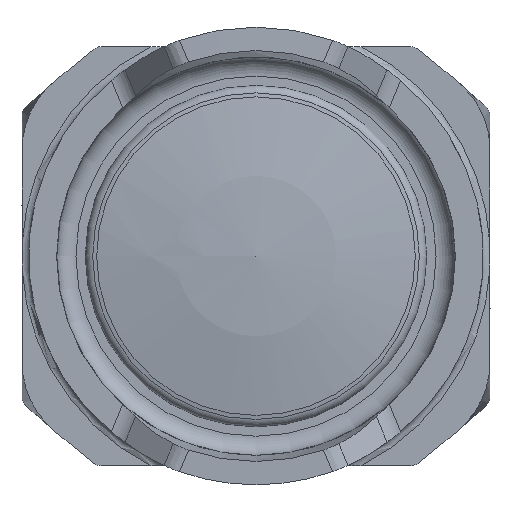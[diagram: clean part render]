
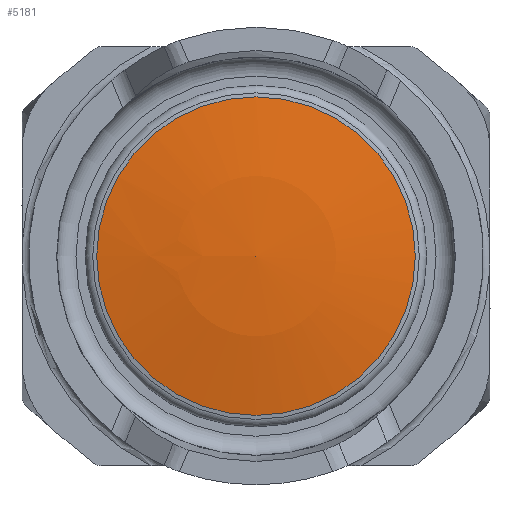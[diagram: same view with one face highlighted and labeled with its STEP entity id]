
A CAD part, top view. The second image highlights one B-rep face of the part: STEP entity #5181.
In plain terms, the highlighted spherical face has radius 34.911 mm.
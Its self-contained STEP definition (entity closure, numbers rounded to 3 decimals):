
#22=SPHERICAL_SURFACE('',#5679,34.911);
#452=CIRCLE('',#5680,6.807);
#453=CIRCLE('',#5681,34.911);
#454=CIRCLE('',#5682,6.807);
#973=FACE_OUTER_BOUND('',#1297,.T.);
#1297=EDGE_LOOP('',(#4746,#4747,#4748,#4749));
#2464=VERTEX_POINT('',#10849);
#2465=VERTEX_POINT('',#10850);
#2466=VERTEX_POINT('',#10852);
#3226=EDGE_CURVE('',#2464,#2465,#452,.T.);
#3227=EDGE_CURVE('',#2466,#2464,#453,.T.);
#3228=EDGE_CURVE('',#2465,#2464,#454,.T.);
#4746=ORIENTED_EDGE('',*,*,#3226,.F.);
#4747=ORIENTED_EDGE('',*,*,#3227,.F.);
#4748=ORIENTED_EDGE('',*,*,#3227,.T.);
#4749=ORIENTED_EDGE('',*,*,#3228,.F.);
#5181=ADVANCED_FACE('',(#973),#22,.T.);
#5679=AXIS2_PLACEMENT_3D('',#10848,#6959,#6960);
#5680=AXIS2_PLACEMENT_3D('',#10851,#6961,#6962);
#5681=AXIS2_PLACEMENT_3D('',#10853,#6963,#6964);
#5682=AXIS2_PLACEMENT_3D('',#10854,#6965,#6966);
#6959=DIRECTION('center_axis',(0.,0.,1.));
#6960=DIRECTION('ref_axis',(1.,0.,0.));
#6961=DIRECTION('center_axis',(0.,0.,-1.));
#6962=DIRECTION('ref_axis',(1.,0.,0.));
#6963=DIRECTION('center_axis',(0.,-1.,0.));
#6964=DIRECTION('ref_axis',(-1.,0.,0.));
#6965=DIRECTION('center_axis',(0.,0.,-1.));
#6966=DIRECTION('ref_axis',(1.,0.,0.));
#10848=CARTESIAN_POINT('Origin',(0.,0.,-23.535));
#10849=CARTESIAN_POINT('',(-6.807,0.,10.706));
#10850=CARTESIAN_POINT('',(0.,-6.807,10.706));
#10851=CARTESIAN_POINT('Origin',(0.,0.,10.706));
#10852=CARTESIAN_POINT('',(0.,0.,
11.376));
#10853=CARTESIAN_POINT('Origin',(0.,0.,-23.535));
#10854=CARTESIAN_POINT('Origin',(0.,0.,10.706));
